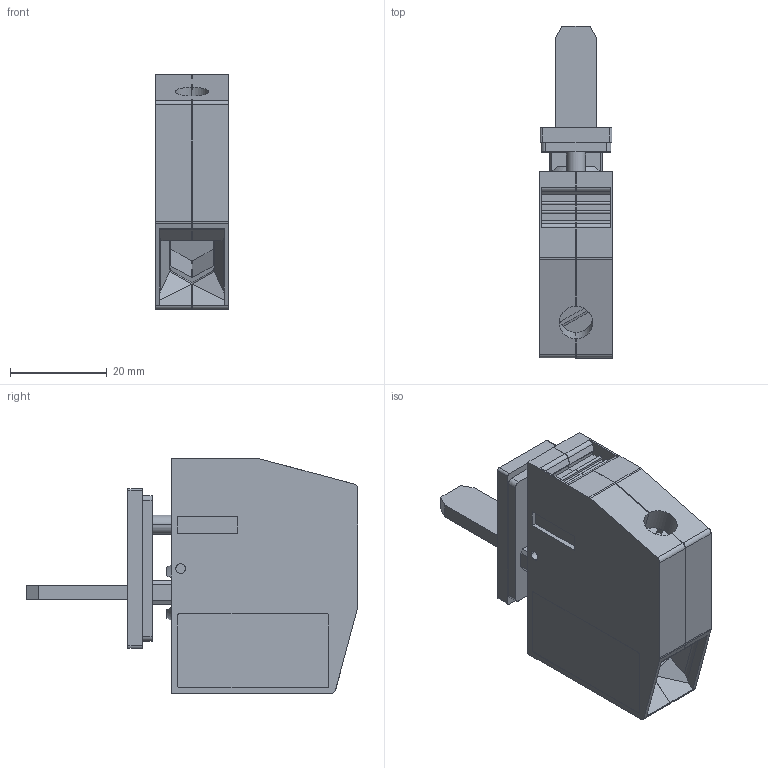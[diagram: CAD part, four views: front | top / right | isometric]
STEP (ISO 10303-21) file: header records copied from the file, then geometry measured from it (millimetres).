
FILE_DESCRIPTION(('Creo Elements/Direct Modeling STEP Export'),'2;1');
FILE_NAME('model.stp','2020-12-08T 0:10:47',(''),(''),'Creo Elements/Direct Modeling STEP processor for AP214 (Solid Model)','Creo Elements/Direct Modeling 20.1A 29-Sep-2018 (C) Parametric Technology GmbH','');
FILE_SCHEMA(('AUTOMOTIVE_DESIGN { 1 0 10303 214 1 1 1 1 }'));
Length unit declared in the file: millimetre
Products named in the file (6): PK_HDFK_25I_VP_GEH; PK_HDFK_25I_VP_DP; CO_HDFK_25I_METALL; AC_UHV_25_KH_SCHRAUBE_M5X17.1; KK_UVH_25_KH_TASCHE.1; HDFK 25-VP-DP
Assembly tree (5 placements, depth 2):
  HDFK 25-VP-DP
    KK_UVH_25_KH_TASCHE.1
    AC_UHV_25_KH_SCHRAUBE_M5X17.1
    CO_HDFK_25I_METALL
    PK_HDFK_25I_VP_DP
    PK_HDFK_25I_VP_GEH
Bounding box: 15 x 68.53 x 48.5 mm (x, y, z)
Volume: 24347.4 mm3; surface area: 16035.8 mm2
Topology: 5 solids, 5 shells, 341 faces, 944 edges, 627 vertices
Faces by surface type: plane 233, cylinder 82, cone 12, extrusion 8, bspline 4, torus 2
Entity records: 14895 total; most frequent: CARTESIAN_POINT 3580, ORIENTED_EDGE 1888, DIRECTION 1570, EDGE_CURVE 944, VECTOR 652, LINE 644, VERTEX_POINT 627, AXIS2_PLACEMENT_3D 459
